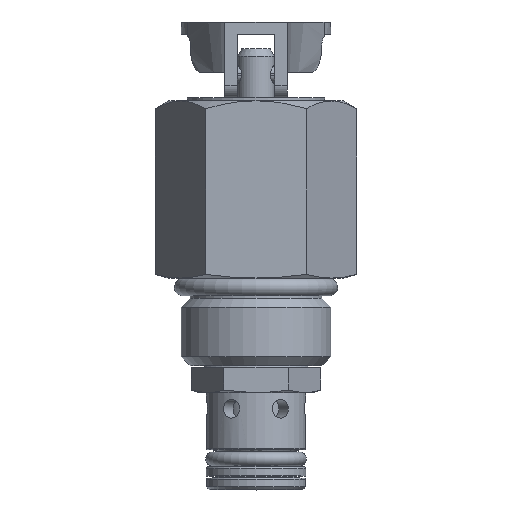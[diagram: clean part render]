
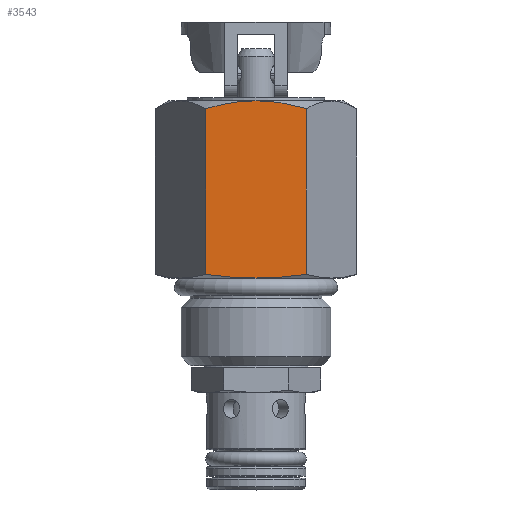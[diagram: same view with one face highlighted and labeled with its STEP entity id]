
A CAD part, top view. The second image highlights one B-rep face of the part: STEP entity #3543.
In plain terms, the highlighted planar face has unit normal (0, 0, 1).
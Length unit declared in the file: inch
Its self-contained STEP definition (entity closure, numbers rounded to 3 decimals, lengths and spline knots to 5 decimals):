
#1527=CARTESIAN_POINT('',(0.,0.0,0.4375));
#1528=VERTEX_POINT('',#1527);
#3421=CARTESIAN_POINT('',(-0.25259,-0.03908,0.4375));
#3422=VERTEX_POINT('',#3421);
#3423=CARTESIAN_POINT('',(0.,0.,0.4375));
#3424=CARTESIAN_POINT('',(-0.11723,0.,0.4375));
#3425=CARTESIAN_POINT('',(-0.25259,-0.03908,0.4375));
#3433=(BOUNDED_CURVE()B_SPLINE_CURVE(2,(#3423,#3424,#3425),.UNSPECIFIED.,.F.,.U.)B_SPLINE_CURVE_WITH_KNOTS((3,3),(0.65087,1.30174),.UNSPECIFIED.)CURVE()GEOMETRIC_REPRESENTATION_ITEM()RATIONAL_B_SPLINE_CURVE((1.0,1.038,1.0))REPRESENTATION_ITEM(''));
#3434=EDGE_CURVE('',#1528,#3422,#3433,.T.);
#3458=CARTESIAN_POINT('',(0.25259,-0.03908,0.4375));
#3459=VERTEX_POINT('',#3458);
#3474=CARTESIAN_POINT('',(0.25259,-0.03908,0.4375));
#3475=CARTESIAN_POINT('',(0.11723,0.,0.4375));
#3476=CARTESIAN_POINT('',(0.,0.,0.4375));
#3484=(BOUNDED_CURVE()B_SPLINE_CURVE(2,(#3474,#3475,#3476),.UNSPECIFIED.,.F.,.U.)B_SPLINE_CURVE_WITH_KNOTS((3,3),(0.0,0.65087),.UNSPECIFIED.)CURVE()GEOMETRIC_REPRESENTATION_ITEM()RATIONAL_B_SPLINE_CURVE((1.0,1.038,1.0))REPRESENTATION_ITEM(''));
#3485=EDGE_CURVE('',#3459,#1528,#3484,.T.);
#3490=CARTESIAN_POINT('',(-0.25259,0.0,0.4375));
#3491=DIRECTION('',(0.0,0.0,1.0));
#3492=DIRECTION('',(0.0,-1.0,0.0));
#3493=AXIS2_PLACEMENT_3D('',#3490,#3491,#3492);
#3494=PLANE('',#3493);
#3495=ORIENTED_EDGE('',*,*,#3485,.T.);
#3496=ORIENTED_EDGE('',*,*,#3434,.T.);
#3497=CARTESIAN_POINT('',(-0.25259,-0.86886,0.4375));
#3498=VERTEX_POINT('',#3497);
#3499=CARTESIAN_POINT('',(-0.25259,-0.03908,0.4375));
#3500=DIRECTION('',(0.0,-1.0,0.0));
#3501=VECTOR('',#3500,0.82979);
#3502=LINE('',#3499,#3501);
#3503=EDGE_CURVE('',#3422,#3498,#3502,.T.);
#3504=ORIENTED_EDGE('',*,*,#3503,.T.);
#3505=CARTESIAN_POINT('',(0.,-0.887,0.4375));
#3506=VERTEX_POINT('',#3505);
#3507=CARTESIAN_POINT('',(-0.25259,-0.86886,0.4375));
#3508=CARTESIAN_POINT('',(-0.11723,-0.887,0.4375));
#3509=CARTESIAN_POINT('',(0.,-0.887,0.4375));
#3517=(BOUNDED_CURVE()B_SPLINE_CURVE(2,(#3507,#3508,#3509),.UNSPECIFIED.,.F.,.U.)B_SPLINE_CURVE_WITH_KNOTS((3,3),(0.0,0.6436),.UNSPECIFIED.)CURVE()GEOMETRIC_REPRESENTATION_ITEM()RATIONAL_B_SPLINE_CURVE((1.0,1.038,1.0))REPRESENTATION_ITEM(''));
#3518=EDGE_CURVE('',#3498,#3506,#3517,.T.);
#3519=ORIENTED_EDGE('',*,*,#3518,.T.);
#3520=CARTESIAN_POINT('',(0.25259,-0.86886,0.4375));
#3521=VERTEX_POINT('',#3520);
#3522=CARTESIAN_POINT('',(0.,-0.887,0.4375));
#3523=CARTESIAN_POINT('',(0.11723,-0.887,0.4375));
#3524=CARTESIAN_POINT('',(0.25259,-0.86886,0.4375));
#3532=(BOUNDED_CURVE()B_SPLINE_CURVE(2,(#3522,#3523,#3524),.UNSPECIFIED.,.F.,.U.)B_SPLINE_CURVE_WITH_KNOTS((3,3),(0.6436,1.2872),.UNSPECIFIED.)CURVE()GEOMETRIC_REPRESENTATION_ITEM()RATIONAL_B_SPLINE_CURVE((1.0,1.038,1.0))REPRESENTATION_ITEM(''));
#3533=EDGE_CURVE('',#3506,#3521,#3532,.T.);
#3534=ORIENTED_EDGE('',*,*,#3533,.T.);
#3535=CARTESIAN_POINT('',(0.25259,-0.03908,0.4375));
#3536=DIRECTION('',(0.0,-1.0,0.0));
#3537=VECTOR('',#3536,0.82979);
#3538=LINE('',#3535,#3537);
#3539=EDGE_CURVE('',#3459,#3521,#3538,.T.);
#3540=ORIENTED_EDGE('',*,*,#3539,.F.);
#3541=EDGE_LOOP('',(#3495,#3496,#3504,#3519,#3534,#3540));
#3542=FACE_OUTER_BOUND('',#3541,.T.);
#3543=ADVANCED_FACE('',(#3542),#3494,.T.);
